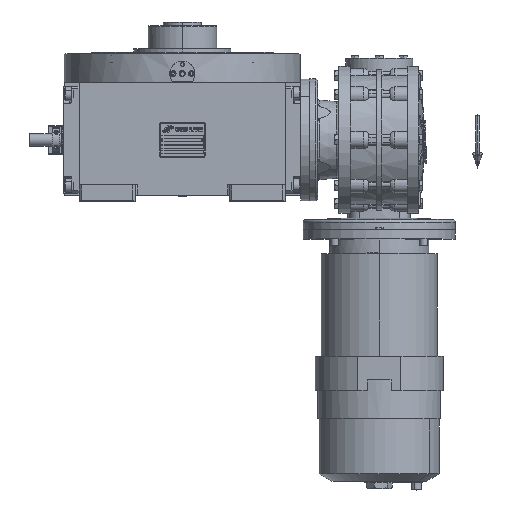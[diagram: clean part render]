
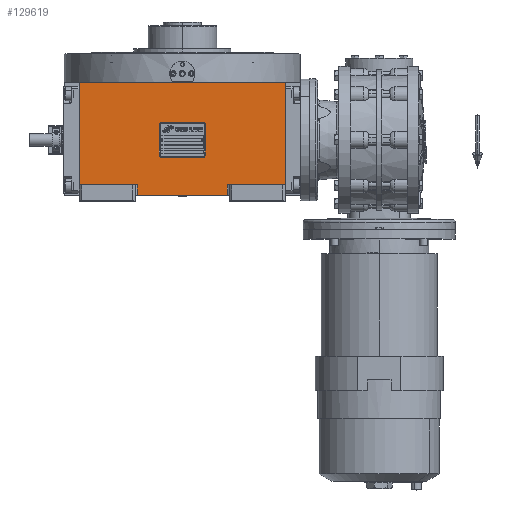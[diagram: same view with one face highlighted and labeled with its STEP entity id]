
A CAD part, top view. The second image highlights one B-rep face of the part: STEP entity #129619.
In plain terms, the highlighted planar face has unit normal (0, 0, 1).
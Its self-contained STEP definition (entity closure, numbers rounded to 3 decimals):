
#2934 = EDGE_LOOP ( 'NONE', ( #105146, #104465, #124651, #109425, #107681, #89307, #112838, #51221 ) ) ;
#4152 = VECTOR ( 'NONE', #117194, 1000. ) ;
#5882 = DIRECTION ( 'NONE',  ( 1., 0., 0. ) ) ;
#7500 = VECTOR ( 'NONE', #28304, 1000. ) ;
#8039 = CARTESIAN_POINT ( 'NONE',  ( 59., -73., 226. ) ) ;
#9272 = FACE_OUTER_BOUND ( 'NONE', #2934, .T. ) ;
#12398 = VERTEX_POINT ( 'NONE', #95117 ) ;
#15104 = DIRECTION ( 'NONE',  ( 0., 1., 0. ) ) ;
#23911 = VECTOR ( 'NONE', #130442, 1000. ) ;
#28304 = DIRECTION ( 'NONE',  ( 0., 1., 0. ) ) ;
#28972 = LINE ( 'NONE', #121703, #7500 ) ;
#29693 = DIRECTION ( 'NONE',  ( 1., 0., 0. ) ) ;
#32501 = VECTOR ( 'NONE', #57243, 1000. ) ;
#34148 = EDGE_CURVE ( 'NONE', #12398, #35976, #55805, .T. ) ;
#35976 = VERTEX_POINT ( 'NONE', #49040 ) ;
#44421 = LINE ( 'NONE', #86029, #63903 ) ;
#49040 = CARTESIAN_POINT ( 'NONE',  ( -59., -59., 226. ) ) ;
#49758 = DIRECTION ( 'NONE',  ( 1., 0., 0. ) ) ;
#51221 = ORIENTED_EDGE ( 'NONE', *, *, #34148, .F. ) ;
#55805 = LINE ( 'NONE', #129465, #4152 ) ;
#57243 = DIRECTION ( 'NONE',  ( 0., -1., 0. ) ) ;
#59320 = LINE ( 'NONE', #102240, #83591 ) ;
#60090 = EDGE_CURVE ( 'NONE', #88389, #99018, #28972, .T. ) ;
#63903 = VECTOR ( 'NONE', #15104, 1000. ) ;
#64088 = LINE ( 'NONE', #105689, #73733 ) ;
#64754 = DIRECTION ( 'NONE',  ( 1., 0., 0. ) ) ;
#68115 = EDGE_CURVE ( 'NONE', #121254, #107486, #110622, .T. ) ;
#68557 = LINE ( 'NONE', #110155, #107115 ) ;
#69461 = CARTESIAN_POINT ( 'NONE',  ( 59., -59., 226. ) ) ;
#69934 = AXIS2_PLACEMENT_3D ( 'NONE', #92421, #82188, #29693 ) ;
#70255 = VERTEX_POINT ( 'NONE', #8039 ) ;
#70605 = EDGE_CURVE ( 'NONE', #88389, #35976, #68557, .T. ) ;
#72365 = CARTESIAN_POINT ( 'NONE',  ( -135., -59., 226. ) ) ;
#72614 = PLANE ( 'NONE',  #69934 ) ;
#73733 = VECTOR ( 'NONE', #64754, 1000. ) ;
#74069 = CARTESIAN_POINT ( 'NONE',  ( -135., 75., 226. ) ) ;
#74453 = EDGE_CURVE ( 'NONE', #12398, #70255, #64088, .T. ) ;
#74600 = EDGE_CURVE ( 'NONE', #121254, #70255, #130872, .T. ) ;
#82188 = DIRECTION ( 'NONE',  ( 0., 0., 1. ) ) ;
#83591 = VECTOR ( 'NONE', #49758, 1000. ) ;
#86029 = CARTESIAN_POINT ( 'NONE',  ( 135., -59., 226. ) ) ;
#88389 = VERTEX_POINT ( 'NONE', #72365 ) ;
#89307 = ORIENTED_EDGE ( 'NONE', *, *, #60090, .F. ) ;
#92421 = CARTESIAN_POINT ( 'NONE',  ( -135., -73., 226. ) ) ;
#95117 = CARTESIAN_POINT ( 'NONE',  ( -59., -73., 226. ) ) ;
#96415 = CARTESIAN_POINT ( 'NONE',  ( 135., -59., 226. ) ) ;
#99018 = VERTEX_POINT ( 'NONE', #74069 ) ;
#101079 = CARTESIAN_POINT ( 'NONE',  ( 59., -59., 226. ) ) ;
#102240 = CARTESIAN_POINT ( 'NONE',  ( -135., 75., 226. ) ) ;
#104465 = ORIENTED_EDGE ( 'NONE', *, *, #74600, .F. ) ;
#105146 = ORIENTED_EDGE ( 'NONE', *, *, #74453, .T. ) ;
#105689 = CARTESIAN_POINT ( 'NONE',  ( -59., -73., 226. ) ) ;
#107115 = VECTOR ( 'NONE', #5882, 1000. ) ;
#107486 = VERTEX_POINT ( 'NONE', #96415 ) ;
#107681 = ORIENTED_EDGE ( 'NONE', *, *, #132891, .F. ) ;
#109425 = ORIENTED_EDGE ( 'NONE', *, *, #134368, .T. ) ;
#110155 = CARTESIAN_POINT ( 'NONE',  ( -135., -59., 226. ) ) ;
#110622 = LINE ( 'NONE', #101079, #23911 ) ;
#112838 = ORIENTED_EDGE ( 'NONE', *, *, #70605, .T. ) ;
#117194 = DIRECTION ( 'NONE',  ( 0., 1., 0. ) ) ;
#120969 = VERTEX_POINT ( 'NONE', #125091 ) ;
#121254 = VERTEX_POINT ( 'NONE', #123394 ) ;
#121703 = CARTESIAN_POINT ( 'NONE',  ( -135., -59., 226. ) ) ;
#123394 = CARTESIAN_POINT ( 'NONE',  ( 59., -59., 226. ) ) ;
#124651 = ORIENTED_EDGE ( 'NONE', *, *, #68115, .T. ) ;
#125091 = CARTESIAN_POINT ( 'NONE',  ( 135., 75., 226. ) ) ;
#129465 = CARTESIAN_POINT ( 'NONE',  ( -59., -73., 226. ) ) ;
#129619 = ADVANCED_FACE ( 'NONE', ( #9272 ), #72614, .T. ) ;
#130442 = DIRECTION ( 'NONE',  ( 1., 0., 0. ) ) ;
#130872 = LINE ( 'NONE', #69461, #32501 ) ;
#132891 = EDGE_CURVE ( 'NONE', #99018, #120969, #59320, .T. ) ;
#134368 = EDGE_CURVE ( 'NONE', #107486, #120969, #44421, .T. ) ;
